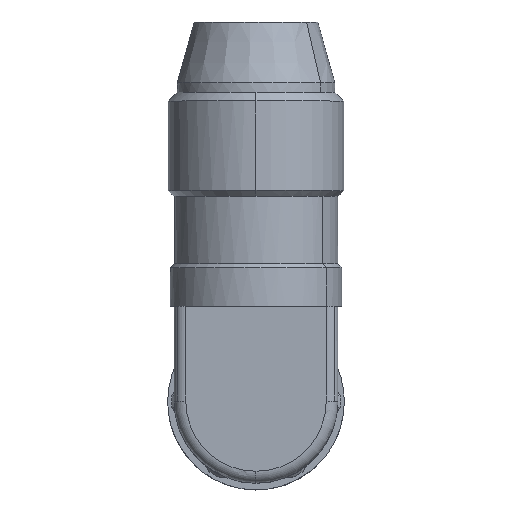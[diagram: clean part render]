
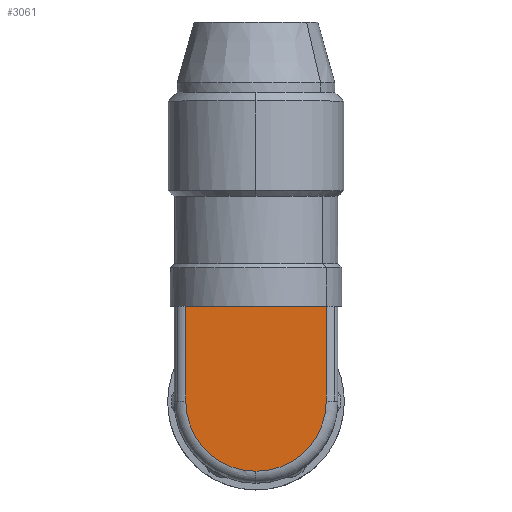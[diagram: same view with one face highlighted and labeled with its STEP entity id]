
A CAD part, top view. The second image highlights one B-rep face of the part: STEP entity #3061.
In plain terms, the highlighted planar face has unit normal (0, 0, 1).
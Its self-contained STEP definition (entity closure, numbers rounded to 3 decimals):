
#2394=AXIS2_PLACEMENT_3D('Circle Axis2P3D',#2392,#2393,$) ;
#2412=AXIS2_PLACEMENT_3D('Circle Axis2P3D',#2410,#2411,$) ;
#3047=AXIS2_PLACEMENT_3D('Plane Axis2P3D',#3044,#3045,#3046) ;
#2375=CARTESIAN_POINT('Vertex',(7.55,1.55,40.4)) ;
#2389=CARTESIAN_POINT('Vertex',(13.55,7.55,40.4)) ;
#2392=CARTESIAN_POINT('Axis2P3D Location',(7.55,7.55,40.4)) ;
#2410=CARTESIAN_POINT('Axis2P3D Location',(7.55,7.55,40.4)) ;
#2414=CARTESIAN_POINT('Vertex',(1.55,7.55,40.4)) ;
#2930=CARTESIAN_POINT('Vertex',(1.55,15.65,40.4)) ;
#2933=CARTESIAN_POINT('Line Origine',(7.55,15.65,40.4)) ;
#2937=CARTESIAN_POINT('Vertex',(13.55,15.65,40.4)) ;
#3032=CARTESIAN_POINT('Line Origine',(13.55,16.055,40.4)) ;
#3044=CARTESIAN_POINT('Axis2P3D Location',(14.15,16.355,40.4)) ;
#3049=CARTESIAN_POINT('Line Origine',(1.55,11.6,40.4)) ;
#2393=DIRECTION('Axis2P3D Direction',(-0.,-0.,-1.)) ;
#2411=DIRECTION('Axis2P3D Direction',(-0.,-0.,-1.)) ;
#2934=DIRECTION('Vector Direction',(1.,0.,0.)) ;
#3033=DIRECTION('Vector Direction',(0.,-1.,0.)) ;
#3045=DIRECTION('Axis2P3D Direction',(0.,-0.,1.)) ;
#3046=DIRECTION('Axis2P3D XDirection',(0.,1.,0.)) ;
#3050=DIRECTION('Vector Direction',(0.,1.,0.)) ;
#2935=VECTOR('Line Direction',#2934,1.) ;
#3034=VECTOR('Line Direction',#3033,1.) ;
#3051=VECTOR('Line Direction',#3050,1.) ;
#3055=ORIENTED_EDGE('',*,*,#3053,.F.) ;
#3056=ORIENTED_EDGE('',*,*,#2416,.F.) ;
#3057=ORIENTED_EDGE('',*,*,#2396,.F.) ;
#3058=ORIENTED_EDGE('',*,*,#3036,.F.) ;
#3059=ORIENTED_EDGE('',*,*,#2939,.F.) ;
#3061=ADVANCED_FACE('Hauptk\X2\00F6\X0\rper',(#3060),#3048,.T.) ;
#2395=CIRCLE('generated circle',#2394,6.) ;
#2413=CIRCLE('generated circle',#2412,6.) ;
#2396=EDGE_CURVE('',#2390,#2376,#2395,.T.) ;
#2416=EDGE_CURVE('',#2376,#2415,#2413,.T.) ;
#2939=EDGE_CURVE('',#2931,#2938,#2936,.T.) ;
#3036=EDGE_CURVE('',#2938,#2390,#3035,.T.) ;
#3053=EDGE_CURVE('',#2415,#2931,#3052,.T.) ;
#3054=EDGE_LOOP('',(#3055,#3056,#3057,#3058,#3059)) ;
#3060=FACE_OUTER_BOUND('',#3054,.T.) ;
#2936=LINE('Line',#2933,#2935) ;
#3035=LINE('Line',#3032,#3034) ;
#3052=LINE('Line',#3049,#3051) ;
#3048=PLANE('',#3047) ;
#2376=VERTEX_POINT('',#2375) ;
#2390=VERTEX_POINT('',#2389) ;
#2415=VERTEX_POINT('',#2414) ;
#2931=VERTEX_POINT('',#2930) ;
#2938=VERTEX_POINT('',#2937) ;
